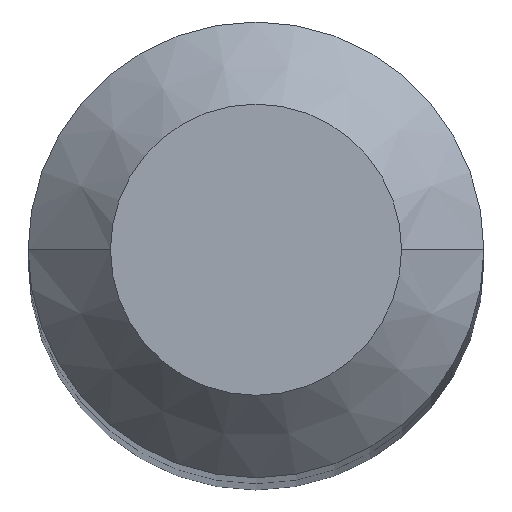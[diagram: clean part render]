
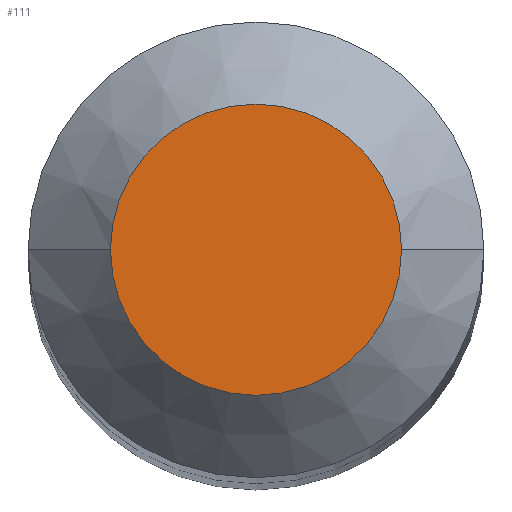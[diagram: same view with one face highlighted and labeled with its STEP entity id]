
A CAD part, top view. The second image highlights one B-rep face of the part: STEP entity #111.
In plain terms, the highlighted planar face has unit normal (0, 0, 1).
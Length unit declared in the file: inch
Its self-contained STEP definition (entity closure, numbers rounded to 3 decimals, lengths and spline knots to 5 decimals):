
#1 = EDGE_CURVE ( 'NONE', #365, #335, #51, .T. ) ;
#2 = CARTESIAN_POINT ( 'NONE',  ( 0., 0., 0. ) ) ;
#4 = DIRECTION ( 'NONE',  ( 0., 0., 1. ) ) ;
#5 = ORIENTED_EDGE ( 'NONE', *, *, #255, .T. ) ;
#19 = CARTESIAN_POINT ( 'NONE',  ( 0.05525, 0., 0. ) ) ;
#32 = CIRCLE ( 'NONE', #159, 0.05525 ) ;
#50 = CARTESIAN_POINT ( 'NONE',  ( 0., 0., 0. ) ) ;
#51 = CIRCLE ( 'NONE', #104, 0.05525 ) ;
#78 = FACE_OUTER_BOUND ( 'NONE', #198, .T. ) ;
#82 = DIRECTION ( 'NONE',  ( 1., 0., 0. ) ) ;
#104 = AXIS2_PLACEMENT_3D ( 'NONE', #349, #309, #82 ) ;
#111 = ADVANCED_FACE ( 'NONE', ( #78 ), #206, .F. ) ;
#129 = DIRECTION ( 'NONE',  ( 1., 0., 0. ) ) ;
#159 = AXIS2_PLACEMENT_3D ( 'NONE', #2, #4, #129 ) ;
#198 = EDGE_LOOP ( 'NONE', ( #5, #380 ) ) ;
#206 = PLANE ( 'NONE',  #252 ) ;
#225 = DIRECTION ( 'NONE',  ( -1., 0., 0. ) ) ;
#252 = AXIS2_PLACEMENT_3D ( 'NONE', #50, #367, #225 ) ;
#255 = EDGE_CURVE ( 'NONE', #335, #365, #32, .T. ) ;
#309 = DIRECTION ( 'NONE',  ( 0., 0., 1. ) ) ;
#335 = VERTEX_POINT ( 'NONE', #370 ) ;
#349 = CARTESIAN_POINT ( 'NONE',  ( 0., 0., 0. ) ) ;
#365 = VERTEX_POINT ( 'NONE', #19 ) ;
#367 = DIRECTION ( 'NONE',  ( 0., 0., -1. ) ) ;
#370 = CARTESIAN_POINT ( 'NONE',  ( -0.05525, 0., 0. ) ) ;
#380 = ORIENTED_EDGE ( 'NONE', *, *, #1, .T. ) ;
